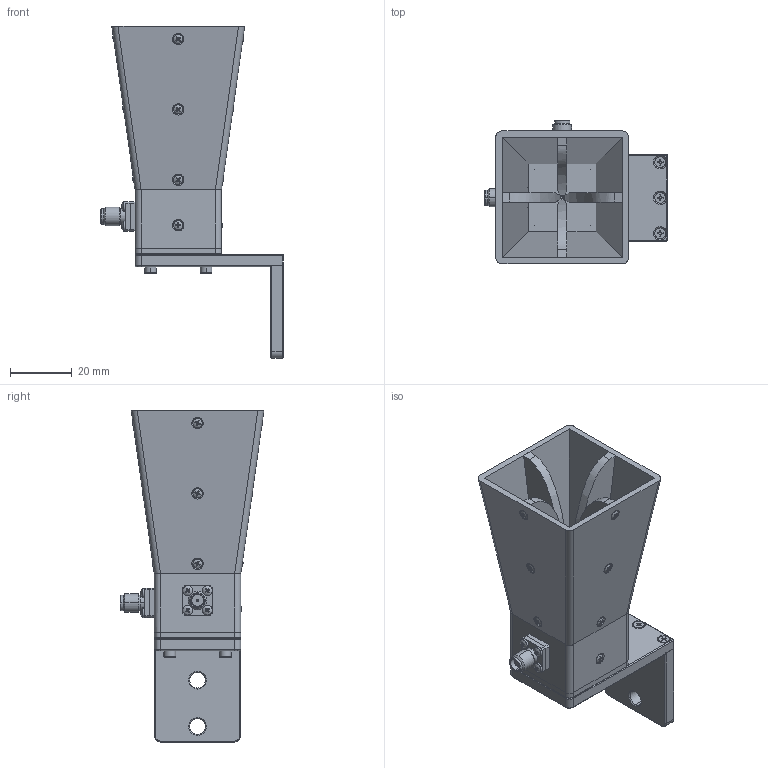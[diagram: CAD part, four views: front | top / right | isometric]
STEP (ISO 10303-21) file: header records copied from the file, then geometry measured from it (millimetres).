
FILE_DESCRIPTION (( 'STEP AP214' ), '1' );
FILE_NAME ('FMWAN1172_3D.step', '2023-05-01T16:04:54', ( '' ), ( '' ), 'SwSTEP 2.0', 'SolidWorks 2022', '' );
FILE_SCHEMA (( 'AUTOMOTIVE_DESIGN' ));
Length unit declared in the file: inch
Products named in the file (14): 1172 __I^FMWAN1172; GB__T820-2000________________M1__6__5^FMWAN1172; 1172 ____-0^FMWAN1172; 1172____ ______^FMWAN1172; D550D25F02-1063^FMWAN1172; GB__T820-2000________________M1__6__6^FMWAN1172; 1172 ____^FMWAN1172; FMWAN1172_3D; GB__T818-2000______________M1__6__5^FMWAN1172; GB__T70__1-2000________________M2__8^FMWAN1172; cross recessed countersunk head screws gb21_GB_CROSS_SCREWS_TYPE10 M2X6-4.8-H1-N^1172____ _______FMWAN1172; 1172____-2^1172____ _______FMWAN1172; 1172____-1^1172____ _______FMWAN1172; 1172 __II^FMWAN1172
Assembly tree (42 placements, depth 3):
  FMWAN1172_3D
    1172____ ______^FMWAN1172
      1172____-1^1172____ _______FMWAN1172
      1172____-2^1172____ _______FMWAN1172
      cross recessed countersunk head screws gb21_GB_CROSS_SCREWS_TYPE10 M2X6-4.8-H1-N^1172____ _______FMWAN1172  x3
    1172 ____^FMWAN1172
    1172 ____-0^FMWAN1172
    1172 __I^FMWAN1172
    1172 __II^FMWAN1172
    D550D25F02-1063^FMWAN1172  x2
    GB__T820-2000________________M1__6__5^FMWAN1172  x14
    GB__T70__1-2000________________M2__8^FMWAN1172  x4
    GB__T818-2000______________M1__6__5^FMWAN1172  x8
    GB__T820-2000________________M1__6__6^FMWAN1172  x4
Bounding box: 59.1 x 46.6 x 107.5 mm (x, y, z)
Volume: 41030 mm3; surface area: 37812.1 mm2
Topology: 43 solids, 43 shells, 1496 faces, 3322 edges, 1907 vertices
Faces by surface type: plane 627, cylinder 435, cone 314, torus 88, sphere 28, bspline 4
Entity records: 21038 total; most frequent: CARTESIAN_POINT 4012, DIRECTION 3650, ORIENTED_EDGE 3184, EDGE_CURVE 1592, AXIS2_PLACEMENT_3D 1381, VERTEX_POINT 985, VECTOR 888, LINE 888
